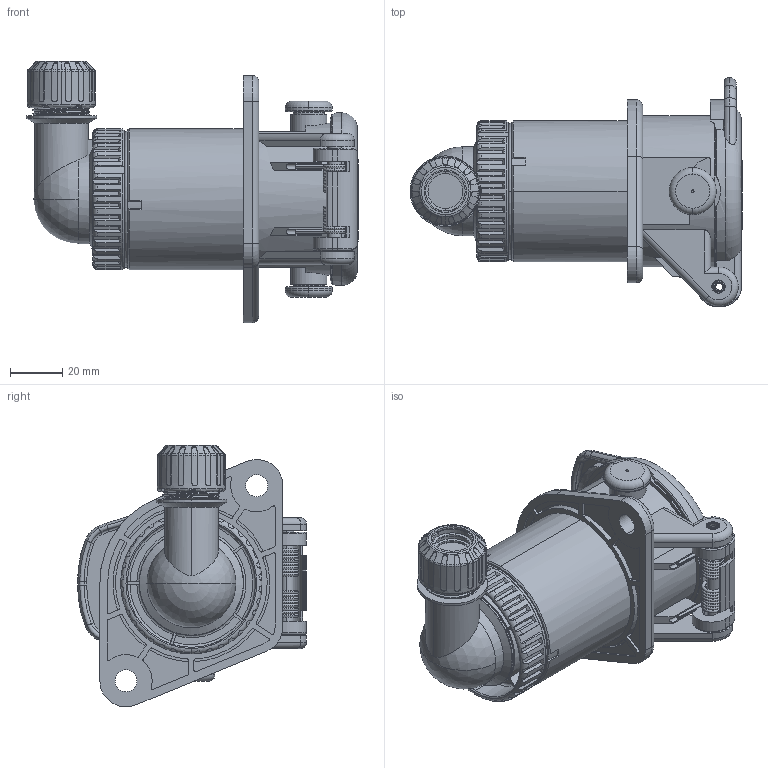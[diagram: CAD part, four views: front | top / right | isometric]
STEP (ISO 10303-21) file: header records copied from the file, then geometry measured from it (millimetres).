
FILE_DESCRIPTION((''),'2;1');
FILE_NAME('141020_SW0001','2021-06-04T12:52:43',('teru'),(''),'CREO PARAMETRIC BY PTC INC, 2017380','CREO PARAMETRIC BY PTC INC, 2017380','');
FILE_SCHEMA(('CONFIG_CONTROL_DESIGN'));
Length unit declared in the file: millimetre
Products named in the file (1): 141020_SW0001
Bounding box: 126.95 x 87.52 x 100.08 mm (x, y, z)
Volume: 300752.4 mm3; surface area: 58143.9 mm2
Topology: 13 solids, 14 shells, 1526 faces, 4142 edges, 2679 vertices
Faces by surface type: plane 796, cylinder 412, torus 180, cone 123, bspline 11, sphere 4
Entity records: 57528 total; most frequent: CARTESIAN_POINT 18764, ORIENTED_EDGE 8280, DIRECTION 7975, EDGE_CURVE 4140, AXIS2_PLACEMENT_3D 2774, VERTEX_POINT 2679, VECTOR 2427, LINE 2427
